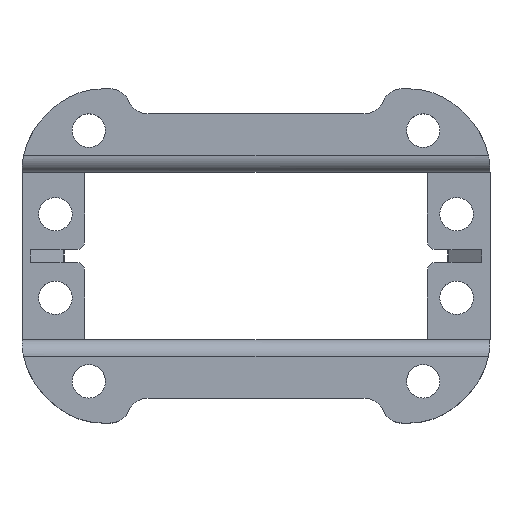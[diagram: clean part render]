
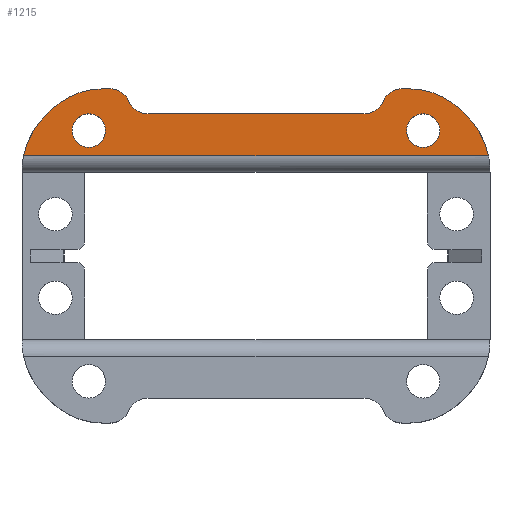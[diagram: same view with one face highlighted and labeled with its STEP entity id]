
A CAD part, top view. The second image highlights one B-rep face of the part: STEP entity #1215.
In plain terms, the highlighted planar face has unit normal (0, 0, 1).
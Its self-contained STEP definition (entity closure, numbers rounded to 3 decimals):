
#28=FACE_BOUND('',#167,.T.);
#29=FACE_BOUND('',#168,.T.);
#51=PLANE('',#1338);
#96=FACE_OUTER_BOUND('',#166,.T.);
#166=EDGE_LOOP('',(#972,#973,#974,#975,#976,#977,#978,#979,#980,#981,#982,
#983,#984,#985));
#167=EDGE_LOOP('',(#986));
#168=EDGE_LOOP('',(#987));
#263=LINE('',#1975,#375);
#266=LINE('',#1983,#378);
#272=LINE('',#2001,#384);
#277=LINE('',#2013,#389);
#278=LINE('',#2020,#390);
#279=LINE('',#2023,#391);
#375=VECTOR('',#1571,10.);
#378=VECTOR('',#1580,10.);
#384=VECTOR('',#1600,10.);
#389=VECTOR('',#1613,10.);
#390=VECTOR('',#1622,10.);
#391=VECTOR('',#1625,10.);
#469=CIRCLE('',#1320,9.5);
#470=CIRCLE('',#1323,9.);
#471=CIRCLE('',#1326,2.5);
#472=CIRCLE('',#1328,2.5);
#473=CIRCLE('',#1330,2.5);
#475=CIRCLE('',#1337,2.5);
#476=CIRCLE('',#1339,9.);
#477=CIRCLE('',#1340,9.5);
#478=CIRCLE('',#1341,2.);
#479=CIRCLE('',#1342,2.);
#573=VERTEX_POINT('',#1958);
#574=VERTEX_POINT('',#1960);
#575=VERTEX_POINT('',#1973);
#576=VERTEX_POINT('',#1977);
#577=VERTEX_POINT('',#1981);
#578=VERTEX_POINT('',#1985);
#579=VERTEX_POINT('',#1989);
#580=VERTEX_POINT('',#1993);
#581=VERTEX_POINT('',#1995);
#582=VERTEX_POINT('',#1999);
#585=VERTEX_POINT('',#2011);
#586=VERTEX_POINT('',#2017);
#587=VERTEX_POINT('',#2019);
#588=VERTEX_POINT('',#2021);
#589=VERTEX_POINT('',#2024);
#590=VERTEX_POINT('',#2026);
#712=EDGE_CURVE('',#573,#574,#469,.T.);
#715=EDGE_CURVE('',#575,#573,#263,.T.);
#717=EDGE_CURVE('',#576,#575,#470,.T.);
#719=EDGE_CURVE('',#577,#576,#266,.T.);
#721=EDGE_CURVE('',#578,#577,#471,.T.);
#723=EDGE_CURVE('',#578,#579,#472,.T.);
#725=EDGE_CURVE('',#580,#581,#473,.T.);
#728=EDGE_CURVE('',#582,#580,#272,.T.);
#734=EDGE_CURVE('',#579,#585,#277,.T.);
#735=EDGE_CURVE('',#585,#581,#475,.T.);
#736=EDGE_CURVE('',#586,#582,#476,.T.);
#737=EDGE_CURVE('',#587,#586,#278,.T.);
#738=EDGE_CURVE('',#588,#587,#477,.T.);
#739=EDGE_CURVE('',#574,#588,#279,.T.);
#740=EDGE_CURVE('',#589,#589,#478,.T.);
#741=EDGE_CURVE('',#590,#590,#479,.T.);
#972=ORIENTED_EDGE('',*,*,#721,.F.);
#973=ORIENTED_EDGE('',*,*,#723,.T.);
#974=ORIENTED_EDGE('',*,*,#734,.T.);
#975=ORIENTED_EDGE('',*,*,#735,.T.);
#976=ORIENTED_EDGE('',*,*,#725,.F.);
#977=ORIENTED_EDGE('',*,*,#728,.F.);
#978=ORIENTED_EDGE('',*,*,#736,.F.);
#979=ORIENTED_EDGE('',*,*,#737,.F.);
#980=ORIENTED_EDGE('',*,*,#738,.F.);
#981=ORIENTED_EDGE('',*,*,#739,.F.);
#982=ORIENTED_EDGE('',*,*,#712,.F.);
#983=ORIENTED_EDGE('',*,*,#715,.F.);
#984=ORIENTED_EDGE('',*,*,#717,.F.);
#985=ORIENTED_EDGE('',*,*,#719,.F.);
#986=ORIENTED_EDGE('',*,*,#740,.T.);
#987=ORIENTED_EDGE('',*,*,#741,.T.);
#1215=ADVANCED_FACE('',(#96,#28,#29),#51,.T.);
#1320=AXIS2_PLACEMENT_3D('',#1961,#1566,#1567);
#1323=AXIS2_PLACEMENT_3D('',#1979,#1575,#1576);
#1326=AXIS2_PLACEMENT_3D('',#1987,#1584,#1585);
#1328=AXIS2_PLACEMENT_3D('',#1991,#1589,#1590);
#1330=AXIS2_PLACEMENT_3D('',#1996,#1594,#1595);
#1337=AXIS2_PLACEMENT_3D('',#2015,#1616,#1617);
#1338=AXIS2_PLACEMENT_3D('',#2016,#1618,#1619);
#1339=AXIS2_PLACEMENT_3D('',#2018,#1620,#1621);
#1340=AXIS2_PLACEMENT_3D('',#2022,#1623,#1624);
#1341=AXIS2_PLACEMENT_3D('',#2025,#1626,#1627);
#1342=AXIS2_PLACEMENT_3D('',#2027,#1628,#1629);
#1566=DIRECTION('center_axis',(0.,0.,-1.));
#1567=DIRECTION('ref_axis',(0.924,0.383,0.));
#1571=DIRECTION('',(0.707,-0.707,0.));
#1575=DIRECTION('center_axis',(0.,0.,-1.));
#1576=DIRECTION('ref_axis',(0.383,0.924,0.));
#1580=DIRECTION('',(1.,0.,0.));
#1584=DIRECTION('center_axis',(0.,0.,-1.));
#1585=DIRECTION('ref_axis',(0.,-1.,0.));
#1589=DIRECTION('center_axis',(0.,0.,-1.));
#1590=DIRECTION('ref_axis',(1.,0.,0.));
#1594=DIRECTION('center_axis',(0.,0.,-1.));
#1595=DIRECTION('ref_axis',(0.,-1.,0.));
#1600=DIRECTION('',(1.,0.,0.));
#1613=DIRECTION('',(-1.,0.,0.));
#1616=DIRECTION('center_axis',(0.,0.,-1.));
#1617=DIRECTION('ref_axis',(0.,-1.,0.));
#1618=DIRECTION('center_axis',(0.,0.,1.));
#1619=DIRECTION('ref_axis',(1.,0.,0.));
#1620=DIRECTION('center_axis',(0.,0.,-1.));
#1621=DIRECTION('ref_axis',(-0.383,0.924,0.));
#1622=DIRECTION('',(0.707,0.707,0.));
#1623=DIRECTION('center_axis',(0.,0.,-1.));
#1624=DIRECTION('ref_axis',(-0.924,0.383,0.));
#1625=DIRECTION('',(-1.,0.,0.));
#1626=DIRECTION('center_axis',(0.,0.,-1.));
#1627=DIRECTION('ref_axis',(1.,0.,0.));
#1628=DIRECTION('center_axis',(0.,0.,-1.));
#1629=DIRECTION('ref_axis',(1.,0.,0.));
#1958=CARTESIAN_POINT('',(25.218,16.782,9.2));
#1960=CARTESIAN_POINT('',(27.801,12.,9.2));
#1961=CARTESIAN_POINT('Origin',(18.5,10.065,9.2));
#1973=CARTESIAN_POINT('',(24.636,17.364,9.2));
#1975=CARTESIAN_POINT('',(19.25,22.75,9.2));
#1977=CARTESIAN_POINT('',(18.272,20.,9.2));
#1979=CARTESIAN_POINT('Origin',(18.272,11.,9.2));
#1981=CARTESIAN_POINT('',(17.5,20.,9.2));
#1983=CARTESIAN_POINT('',(27.,20.,9.2));
#1985=CARTESIAN_POINT('',(15.209,18.5,9.2));
#1987=CARTESIAN_POINT('Origin',(17.5,17.5,9.2));
#1989=CARTESIAN_POINT('',(12.917,17.,9.2));
#1991=CARTESIAN_POINT('Origin',(12.917,19.5,9.2));
#1993=CARTESIAN_POINT('',(-17.5,20.,9.2));
#1995=CARTESIAN_POINT('',(-15.209,18.5,9.2));
#1996=CARTESIAN_POINT('Origin',(-17.5,17.5,9.2));
#1999=CARTESIAN_POINT('',(-18.272,20.,9.2));
#2001=CARTESIAN_POINT('',(27.,20.,9.2));
#2011=CARTESIAN_POINT('',(-12.917,17.,9.2));
#2013=CARTESIAN_POINT('',(-6.459,17.,9.2));
#2015=CARTESIAN_POINT('Origin',(-12.917,19.5,9.2));
#2016=CARTESIAN_POINT('Origin',(0.,15.,9.2));
#2017=CARTESIAN_POINT('',(-24.636,17.364,9.2));
#2018=CARTESIAN_POINT('Origin',(-18.272,11.,9.2));
#2019=CARTESIAN_POINT('',(-25.218,16.782,9.2));
#2020=CARTESIAN_POINT('',(-19.25,22.75,9.2));
#2021=CARTESIAN_POINT('',(-27.801,12.,9.2));
#2022=CARTESIAN_POINT('Origin',(-18.5,10.065,9.2));
#2023=CARTESIAN_POINT('',(-10.25,12.,9.2));
#2024=CARTESIAN_POINT('',(-22.,15.,9.2));
#2025=CARTESIAN_POINT('Origin',(-20.,15.,9.2));
#2026=CARTESIAN_POINT('',(18.,15.,9.2));
#2027=CARTESIAN_POINT('Origin',(20.,15.,9.2));
